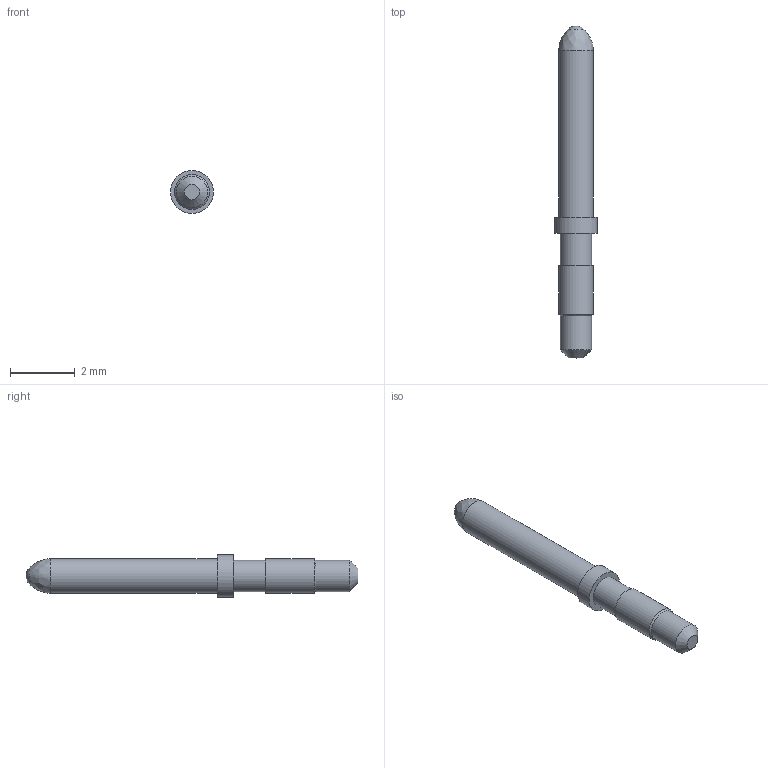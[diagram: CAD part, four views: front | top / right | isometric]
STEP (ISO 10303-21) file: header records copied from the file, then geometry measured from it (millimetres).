
FILE_DESCRIPTION(/* description */ (''),/* implementation_level */ '2;1');
FILE_NAME(/* name */ '100123841ugm000_b.stp',/* time_stamp */ '2016-09-28T10:50:47+02:00',/* author */ (''),/* organization */ (''),/* preprocessor_version */ 'ST-DEVELOPER v16',/* originating_system */ 'SIEMENS PLM Software NX 10.0',/* authorisation */ '');
FILE_SCHEMA (('AUTOMOTIVE_DESIGN { 1 0 10303 214 3 1 1 1 }'));
Length unit declared in the file: millimetre
Products named in the file (1): 100123841ugm000_b
Bounding box: 1.32 x 10.25 x 1.32 mm (x, y, z)
Volume: 8.9 mm3; surface area: 35.5 mm2
Topology: 1 solids, 1 shells, 13 faces, 22 edges, 13 vertices
Faces by surface type: cylinder 5, plane 4, cone 2, bspline 1, sphere 1
Full cylindrical faces by diameter (mm): 0.97 x2, 1.07 x1, 1.08 x1, 1.32 x1
Entity records: 306 total; most frequent: CARTESIAN_POINT 59, DIRECTION 50, AXIS2_PLACEMENT_3D 25, FACE_BOUND 24, EDGE_LOOP 24, ORIENTED_EDGE 24, ADVANCED_FACE 13, VERTEX_POINT 13
